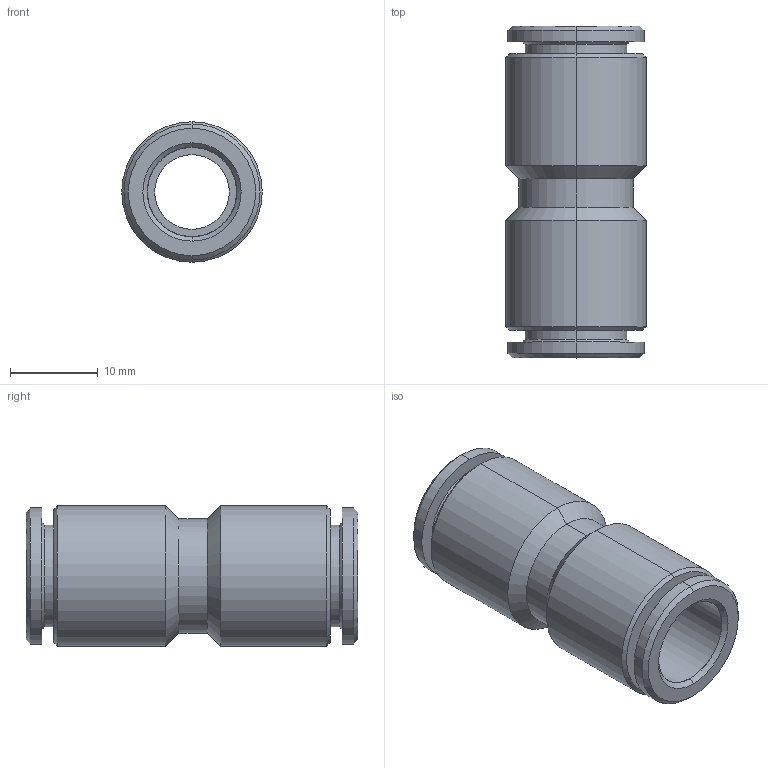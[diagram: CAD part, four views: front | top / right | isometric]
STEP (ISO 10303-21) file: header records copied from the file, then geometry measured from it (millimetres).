
FILE_DESCRIPTION(( 'RT.25.10.00.STEP' ), '1');
FILE_NAME( 'RT.25.10.00.STEP', '2018-10-08T15:36:40',( 'Sopra'),('sopra-pneumatic.com'), 'SwSTEP 2.0','SolidWorks 2009','' );
FILE_SCHEMA (( 'CONFIG_CONTROL_DESIGN' ));
Length unit declared in the file: millimetre
Products named in the file (1): B0150050
Bounding box: 16 x 37.8 x 16 mm (x, y, z)
Volume: 3932.8 mm3; surface area: 3600.1 mm2
Topology: 1 solids, 1 shells, 50 faces, 100 edges, 60 vertices
Faces by surface type: cone 20, cylinder 20, plane 10
Entity records: 1385 total; most frequent: DIRECTION 262, CARTESIAN_POINT 211, ORIENTED_EDGE 200, AXIS2_PLACEMENT_3D 111, EDGE_CURVE 100, EDGE_LOOP 60, VERTEX_POINT 60, CIRCLE 60
